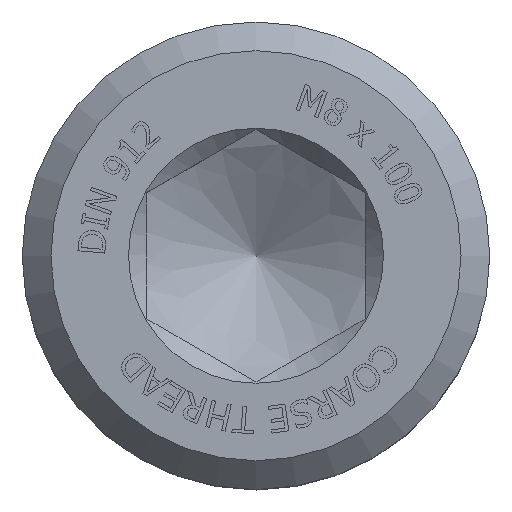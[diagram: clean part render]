
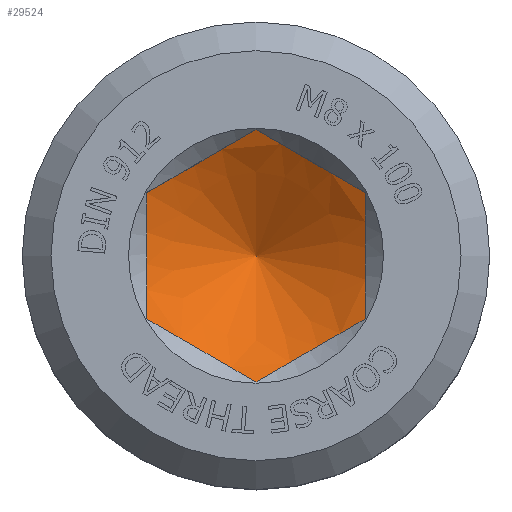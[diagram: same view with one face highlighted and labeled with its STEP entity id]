
A CAD part, top view. The second image highlights one B-rep face of the part: STEP entity #29524.
In plain terms, the highlighted conical face has half-angle 60 degrees and reference radius 2.6 mm.
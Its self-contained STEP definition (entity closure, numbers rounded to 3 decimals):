
#29172=CARTESIAN_POINT('',(0.,3.51,-4.0));
#29173=VERTEX_POINT('',#29172);
#29180=CARTESIAN_POINT('',(3.04,1.755,-4.0));
#29181=VERTEX_POINT('',#29180);
#29182=CARTESIAN_POINT('',(3.04,1.755,-4.0));
#29183=CARTESIAN_POINT('',(1.52,2.633,-4.507));
#29184=CARTESIAN_POINT('',(0.,3.51,-4.0));
#29192=(BOUNDED_CURVE()B_SPLINE_CURVE(2,(#29182,#29183,#29184),.UNSPECIFIED.,.F.,.U.)B_SPLINE_CURVE_WITH_KNOTS((3,3),(0.21,0.67),.UNSPECIFIED.)CURVE()GEOMETRIC_REPRESENTATION_ITEM()RATIONAL_B_SPLINE_CURVE((1.258,1.453,1.258))REPRESENTATION_ITEM(''));
#29193=EDGE_CURVE('',#29181,#29173,#29192,.T.);
#29210=CARTESIAN_POINT('',(-3.04,1.755,-4.0));
#29211=VERTEX_POINT('',#29210);
#29218=CARTESIAN_POINT('',(0.,3.51,-4.0));
#29219=CARTESIAN_POINT('',(-1.52,2.633,-4.507));
#29220=CARTESIAN_POINT('',(-3.04,1.755,-4.0));
#29228=(BOUNDED_CURVE()B_SPLINE_CURVE(2,(#29218,#29219,#29220),.UNSPECIFIED.,.F.,.U.)B_SPLINE_CURVE_WITH_KNOTS((3,3),(0.21,0.67),.UNSPECIFIED.)CURVE()GEOMETRIC_REPRESENTATION_ITEM()RATIONAL_B_SPLINE_CURVE((1.258,1.453,1.258))REPRESENTATION_ITEM(''));
#29229=EDGE_CURVE('',#29173,#29211,#29228,.T.);
#29241=CARTESIAN_POINT('',(-3.04,-1.755,-4.0));
#29242=VERTEX_POINT('',#29241);
#29249=CARTESIAN_POINT('',(-3.04,1.755,-4.0));
#29250=CARTESIAN_POINT('',(-3.04,0.,-4.507));
#29251=CARTESIAN_POINT('',(-3.04,-1.755,-4.0));
#29259=(BOUNDED_CURVE()B_SPLINE_CURVE(2,(#29249,#29250,#29251),.UNSPECIFIED.,.F.,.U.)B_SPLINE_CURVE_WITH_KNOTS((3,3),(0.21,0.67),.UNSPECIFIED.)CURVE()GEOMETRIC_REPRESENTATION_ITEM()RATIONAL_B_SPLINE_CURVE((1.258,1.453,1.258))REPRESENTATION_ITEM(''));
#29260=EDGE_CURVE('',#29211,#29242,#29259,.T.);
#29272=CARTESIAN_POINT('',(0.,-3.51,-4.0));
#29273=VERTEX_POINT('',#29272);
#29280=CARTESIAN_POINT('',(-3.04,-1.755,-4.0));
#29281=CARTESIAN_POINT('',(-1.52,-2.633,-4.507));
#29282=CARTESIAN_POINT('',(0.,-3.51,-4.0));
#29290=(BOUNDED_CURVE()B_SPLINE_CURVE(2,(#29280,#29281,#29282),.UNSPECIFIED.,.F.,.U.)B_SPLINE_CURVE_WITH_KNOTS((3,3),(0.21,0.67),.UNSPECIFIED.)CURVE()GEOMETRIC_REPRESENTATION_ITEM()RATIONAL_B_SPLINE_CURVE((1.258,1.453,1.258))REPRESENTATION_ITEM(''));
#29291=EDGE_CURVE('',#29242,#29273,#29290,.T.);
#29303=CARTESIAN_POINT('',(3.04,-1.755,-4.));
#29304=VERTEX_POINT('',#29303);
#29311=CARTESIAN_POINT('',(0.,-3.51,-4.0));
#29312=CARTESIAN_POINT('',(1.52,-2.633,-4.507));
#29313=CARTESIAN_POINT('',(3.04,-1.755,-4.));
#29321=(BOUNDED_CURVE()B_SPLINE_CURVE(2,(#29311,#29312,#29313),.UNSPECIFIED.,.F.,.U.)B_SPLINE_CURVE_WITH_KNOTS((3,3),(0.21,0.67),.UNSPECIFIED.)CURVE()GEOMETRIC_REPRESENTATION_ITEM()RATIONAL_B_SPLINE_CURVE((1.258,1.453,1.258))REPRESENTATION_ITEM(''));
#29322=EDGE_CURVE('',#29273,#29304,#29321,.T.);
#29335=CARTESIAN_POINT('',(3.04,-1.755,-4.));
#29336=CARTESIAN_POINT('',(3.04,0.,-4.507));
#29337=CARTESIAN_POINT('',(3.04,1.755,-4.0));
#29345=(BOUNDED_CURVE()B_SPLINE_CURVE(2,(#29335,#29336,#29337),.UNSPECIFIED.,.F.,.U.)B_SPLINE_CURVE_WITH_KNOTS((3,3),(0.21,0.67),.UNSPECIFIED.)CURVE()GEOMETRIC_REPRESENTATION_ITEM()RATIONAL_B_SPLINE_CURVE((1.258,1.453,1.258))REPRESENTATION_ITEM(''));
#29346=EDGE_CURVE('',#29304,#29181,#29345,.T.);
#29511=CARTESIAN_POINT('',(0.0,0.,-4.526));
#29512=DIRECTION('',(0.0,0.,1.0));
#29513=DIRECTION('',(0.0,1.0,0.0));
#29514=AXIS2_PLACEMENT_3D('',#29511,#29512,#29513);
#29515=CONICAL_SURFACE('',#29514,2.6,60.);
#29516=ORIENTED_EDGE('',*,*,#29260,.T.);
#29517=ORIENTED_EDGE('',*,*,#29291,.T.);
#29518=ORIENTED_EDGE('',*,*,#29322,.T.);
#29519=ORIENTED_EDGE('',*,*,#29346,.T.);
#29520=ORIENTED_EDGE('',*,*,#29193,.T.);
#29521=ORIENTED_EDGE('',*,*,#29229,.T.);
#29522=EDGE_LOOP('',(#29516,#29517,#29518,#29519,#29520,#29521));
#29523=FACE_OUTER_BOUND('',#29522,.T.);
#29524=ADVANCED_FACE('',(#29523),#29515,.F.);
